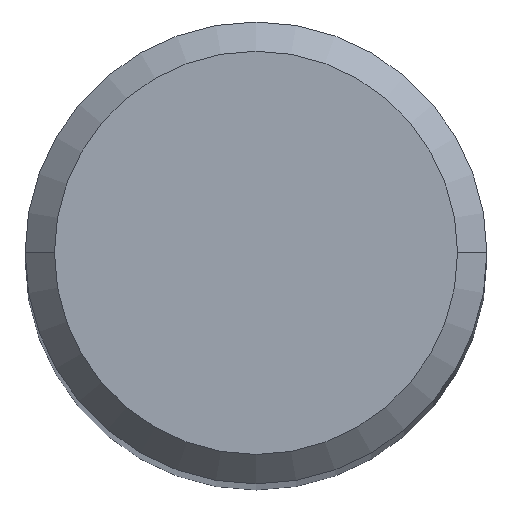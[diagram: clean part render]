
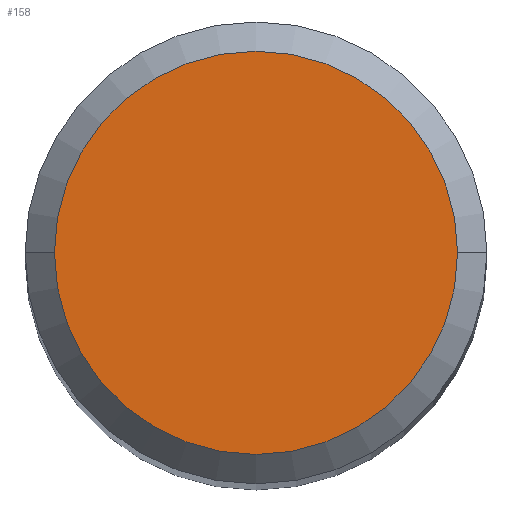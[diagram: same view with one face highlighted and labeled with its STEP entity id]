
A CAD part, top view. The second image highlights one B-rep face of the part: STEP entity #158.
In plain terms, the highlighted planar face has unit normal (0, 0, 1).
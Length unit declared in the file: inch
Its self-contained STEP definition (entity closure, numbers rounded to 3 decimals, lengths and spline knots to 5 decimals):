
#5 = CARTESIAN_POINT ( 'NONE',  ( -0.10311, 0., 2.24409 ) ) ;
#19 = DIRECTION ( 'NONE',  ( 1., 0., 0. ) ) ;
#23 = DIRECTION ( 'NONE',  ( 1., 0., 0. ) ) ;
#54 = AXIS2_PLACEMENT_3D ( 'NONE', #146, #87, #23 ) ;
#61 = AXIS2_PLACEMENT_3D ( 'NONE', #67, #148, #19 ) ;
#64 = DIRECTION ( 'NONE',  ( 1., 0., 0. ) ) ;
#67 = CARTESIAN_POINT ( 'NONE',  ( 0., 0., 2.24409 ) ) ;
#87 = DIRECTION ( 'NONE',  ( 0., 0., 1. ) ) ;
#95 = CARTESIAN_POINT ( 'NONE',  ( 0.10311, 0., 2.24409 ) ) ;
#99 = CIRCLE ( 'NONE', #54, 0.10311 ) ;
#114 = EDGE_CURVE ( 'NONE', #202, #166, #128, .T. ) ;
#127 = DIRECTION ( 'NONE',  ( 0., 0., 1. ) ) ;
#128 = CIRCLE ( 'NONE', #201, 0.10311 ) ;
#145 = PLANE ( 'NONE',  #61 ) ;
#146 = CARTESIAN_POINT ( 'NONE',  ( 0., 0., 2.24409 ) ) ;
#147 = ORIENTED_EDGE ( 'NONE', *, *, #194, .T. ) ;
#148 = DIRECTION ( 'NONE',  ( 0., 0., 1. ) ) ;
#150 = ORIENTED_EDGE ( 'NONE', *, *, #114, .T. ) ;
#158 = ADVANCED_FACE ( 'NONE', ( #244 ), #145, .T. ) ;
#166 = VERTEX_POINT ( 'NONE', #5 ) ;
#194 = EDGE_CURVE ( 'NONE', #166, #202, #99, .T. ) ;
#201 = AXIS2_PLACEMENT_3D ( 'NONE', #224, #127, #64 ) ;
#202 = VERTEX_POINT ( 'NONE', #95 ) ;
#224 = CARTESIAN_POINT ( 'NONE',  ( 0., 0., 2.24409 ) ) ;
#243 = EDGE_LOOP ( 'NONE', ( #147, #150 ) ) ;
#244 = FACE_OUTER_BOUND ( 'NONE', #243, .T. ) ;
